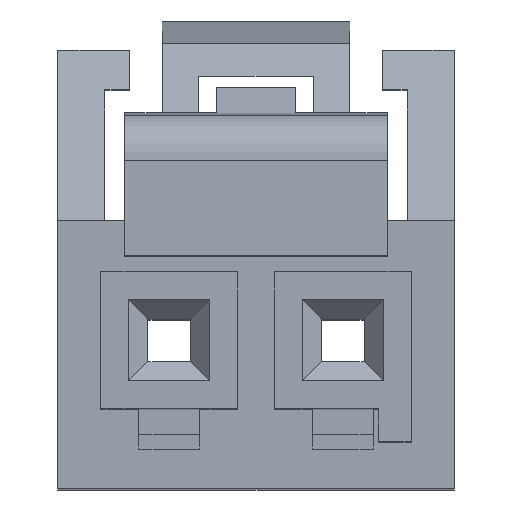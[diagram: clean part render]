
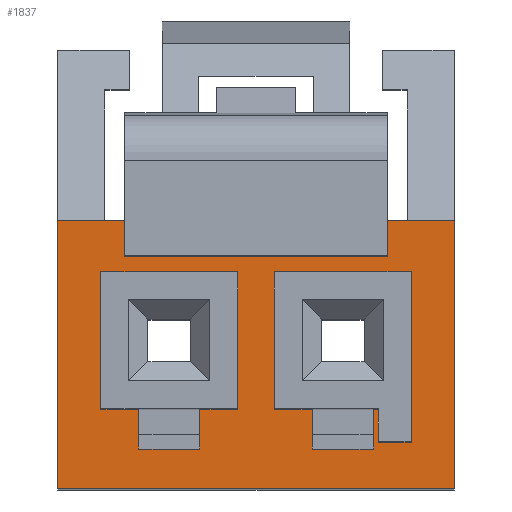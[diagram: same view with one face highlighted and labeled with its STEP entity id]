
A CAD part, top view. The second image highlights one B-rep face of the part: STEP entity #1837.
In plain terms, the highlighted planar face has unit normal (0, 0, 1).
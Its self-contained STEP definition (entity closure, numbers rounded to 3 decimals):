
#142=DIRECTION('',(0.,1.,0.));
#143=VECTOR('',#142,0.8);
#144=CARTESIAN_POINT('',(-2.365,-2.18,0.));
#145=LINE('',#144,#143);
#146=DIRECTION('',(1.,0.,0.));
#147=VECTOR('',#146,1.23);
#148=CARTESIAN_POINT('',(-2.365,-2.18,0.));
#149=LINE('',#148,#147);
#150=DIRECTION('',(0.,1.,0.));
#151=VECTOR('',#150,0.8);
#152=CARTESIAN_POINT('',(-1.135,-2.18,0.));
#153=LINE('',#152,#151);
#154=DIRECTION('',(1.,0.,0.));
#155=VECTOR('',#154,0.765);
#156=CARTESIAN_POINT('',(-1.135,-1.38,0.));
#157=LINE('',#156,#155);
#158=DIRECTION('',(0.,1.,0.));
#159=VECTOR('',#158,2.76);
#160=CARTESIAN_POINT('',(-0.37,-1.38,0.));
#161=LINE('',#160,#159);
#162=DIRECTION('',(-1.,0.,0.));
#163=VECTOR('',#162,2.76);
#164=CARTESIAN_POINT('',(-0.37,1.38,0.));
#165=LINE('',#164,#163);
#166=DIRECTION('',(0.,-1.,0.));
#167=VECTOR('',#166,2.76);
#168=CARTESIAN_POINT('',(-3.13,1.38,0.));
#169=LINE('',#168,#167);
#170=DIRECTION('',(1.,0.,0.));
#171=VECTOR('',#170,0.765);
#172=CARTESIAN_POINT('',(-3.13,-1.38,0.));
#173=LINE('',#172,#171);
#174=DIRECTION('',(1.,0.,0.));
#175=VECTOR('',#174,0.66);
#176=CARTESIAN_POINT('',(2.47,-2.04,0.));
#177=LINE('',#176,#175);
#178=DIRECTION('',(1.,0.,0.));
#179=VECTOR('',#178,2.76);
#180=CARTESIAN_POINT('',(0.37,1.38,0.));
#181=LINE('',#180,#179);
#182=DIRECTION('',(0.,1.,0.));
#183=VECTOR('',#182,2.76);
#184=CARTESIAN_POINT('',(0.37,-1.38,0.));
#185=LINE('',#184,#183);
#186=DIRECTION('',(-1.,0.,0.));
#187=VECTOR('',#186,0.765);
#188=CARTESIAN_POINT('',(1.135,-1.38,0.));
#189=LINE('',#188,#187);
#190=DIRECTION('',(0.,1.,0.));
#191=VECTOR('',#190,0.8);
#192=CARTESIAN_POINT('',(1.135,-2.18,0.));
#193=LINE('',#192,#191);
#194=DIRECTION('',(1.,0.,0.));
#195=VECTOR('',#194,1.23);
#196=CARTESIAN_POINT('',(1.135,-2.18,0.));
#197=LINE('',#196,#195);
#198=DIRECTION('',(0.,1.,0.));
#199=VECTOR('',#198,0.8);
#200=CARTESIAN_POINT('',(2.365,-2.18,0.));
#201=LINE('',#200,#199);
#202=DIRECTION('',(-1.,0.,0.));
#203=VECTOR('',#202,0.105);
#204=CARTESIAN_POINT('',(2.47,-1.38,0.));
#205=LINE('',#204,#203);
#206=DIRECTION('',(0.,-1.,0.));
#207=VECTOR('',#206,0.66);
#208=CARTESIAN_POINT('',(2.47,-1.38,0.));
#209=LINE('',#208,#207);
#210=DIRECTION('',(0.,-1.,0.));
#211=VECTOR('',#210,0.72);
#212=CARTESIAN_POINT('',(-2.645,2.43,0.));
#213=LINE('',#212,#211);
#214=DIRECTION('',(1.,0.,0.));
#215=VECTOR('',#214,5.29);
#216=CARTESIAN_POINT('',(-2.645,1.71,0.));
#217=LINE('',#216,#215);
#218=DIRECTION('',(0.,-1.,0.));
#219=VECTOR('',#218,0.72);
#220=CARTESIAN_POINT('',(2.645,2.43,0.));
#221=LINE('',#220,#219);
#222=DIRECTION('',(-1.,0.,0.));
#223=VECTOR('',#222,1.355);
#224=CARTESIAN_POINT('',(4.,2.43,0.));
#225=LINE('',#224,#223);
#226=DIRECTION('',(0.,1.,0.));
#227=VECTOR('',#226,5.41);
#228=CARTESIAN_POINT('',(4.,-2.98,0.));
#229=LINE('',#228,#227);
#230=DIRECTION('',(1.,0.,0.));
#231=VECTOR('',#230,8.);
#232=CARTESIAN_POINT('',(-4.,-2.98,0.));
#233=LINE('',#232,#231);
#234=DIRECTION('',(0.,-1.,0.));
#235=VECTOR('',#234,5.41);
#236=CARTESIAN_POINT('',(-4.,2.43,0.));
#237=LINE('',#236,#235);
#238=DIRECTION('',(-1.,0.,0.));
#239=VECTOR('',#238,1.355);
#240=CARTESIAN_POINT('',(-2.645,2.43,0.));
#241=LINE('',#240,#239);
#550=DIRECTION('',(0.,-1.,0.));
#551=VECTOR('',#550,3.42);
#552=CARTESIAN_POINT('',(3.13,1.38,0.));
#553=LINE('',#552,#551);
#1251=CARTESIAN_POINT('',(-4.,2.43,0.));
#1252=CARTESIAN_POINT('',(-4.,-2.98,0.));
#1253=VERTEX_POINT('',#1251);
#1254=VERTEX_POINT('',#1252);
#1255=CARTESIAN_POINT('',(4.,-2.98,0.));
#1256=VERTEX_POINT('',#1255);
#1257=CARTESIAN_POINT('',(4.,2.43,0.));
#1258=VERTEX_POINT('',#1257);
#1275=CARTESIAN_POINT('',(-3.13,1.38,0.));
#1276=CARTESIAN_POINT('',(-3.13,-1.38,0.));
#1277=VERTEX_POINT('',#1275);
#1278=VERTEX_POINT('',#1276);
#1279=CARTESIAN_POINT('',(-0.37,-1.38,0.));
#1280=CARTESIAN_POINT('',(-0.37,1.38,0.));
#1281=VERTEX_POINT('',#1279);
#1282=VERTEX_POINT('',#1280);
#1329=CARTESIAN_POINT('',(0.37,-1.38,0.));
#1330=CARTESIAN_POINT('',(0.37,1.38,0.));
#1331=VERTEX_POINT('',#1329);
#1332=VERTEX_POINT('',#1330);
#1333=CARTESIAN_POINT('',(3.13,1.38,0.));
#1334=VERTEX_POINT('',#1333);
#1423=CARTESIAN_POINT('',(-2.365,-2.18,0.));
#1424=CARTESIAN_POINT('',(-2.365,-1.38,0.));
#1425=VERTEX_POINT('',#1423);
#1426=VERTEX_POINT('',#1424);
#1427=CARTESIAN_POINT('',(-1.135,-2.18,0.));
#1428=CARTESIAN_POINT('',(-1.135,-1.38,0.));
#1429=VERTEX_POINT('',#1427);
#1430=VERTEX_POINT('',#1428);
#1447=CARTESIAN_POINT('',(1.135,-2.18,0.));
#1448=CARTESIAN_POINT('',(1.135,-1.38,0.));
#1449=VERTEX_POINT('',#1447);
#1450=VERTEX_POINT('',#1448);
#1451=CARTESIAN_POINT('',(2.365,-2.18,0.));
#1452=CARTESIAN_POINT('',(2.365,-1.38,0.));
#1453=VERTEX_POINT('',#1451);
#1454=VERTEX_POINT('',#1452);
#1459=CARTESIAN_POINT('',(2.47,-2.04,0.));
#1460=CARTESIAN_POINT('',(3.13,-2.04,0.));
#1461=VERTEX_POINT('',#1459);
#1462=VERTEX_POINT('',#1460);
#1463=CARTESIAN_POINT('',(2.47,-1.38,0.));
#1464=VERTEX_POINT('',#1463);
#1583=CARTESIAN_POINT('',(-2.645,2.43,0.));
#1584=CARTESIAN_POINT('',(-2.645,1.71,0.));
#1585=VERTEX_POINT('',#1583);
#1586=VERTEX_POINT('',#1584);
#1587=CARTESIAN_POINT('',(2.645,2.43,0.));
#1588=CARTESIAN_POINT('',(2.645,1.71,0.));
#1589=VERTEX_POINT('',#1587);
#1590=VERTEX_POINT('',#1588);
#1777=CARTESIAN_POINT('',(0.,0.,0.));
#1778=DIRECTION('',(0.,0.,1.));
#1779=DIRECTION('',(1.,0.,0.));
#1780=AXIS2_PLACEMENT_3D('',#1777,#1778,#1779);
#1781=PLANE('',#1780);
#1783=ORIENTED_EDGE('',*,*,#1782,.T.);
#1785=ORIENTED_EDGE('',*,*,#1784,.T.);
#1787=ORIENTED_EDGE('',*,*,#1786,.F.);
#1788=ORIENTED_EDGE('',*,*,#1745,.F.);
#1790=ORIENTED_EDGE('',*,*,#1789,.F.);
#1792=ORIENTED_EDGE('',*,*,#1791,.F.);
#1793=ORIENTED_EDGE('',*,*,#1732,.F.);
#1794=ORIENTED_EDGE('',*,*,#1753,.F.);
#1795=EDGE_LOOP('',(#1783,#1785,#1787,#1788,#1790,#1792,#1793,#1794));
#1796=FACE_OUTER_BOUND('',#1795,.F.);
#1798=ORIENTED_EDGE('',*,*,#1797,.T.);
#1800=ORIENTED_EDGE('',*,*,#1799,.F.);
#1802=ORIENTED_EDGE('',*,*,#1801,.F.);
#1804=ORIENTED_EDGE('',*,*,#1803,.F.);
#1806=ORIENTED_EDGE('',*,*,#1805,.F.);
#1808=ORIENTED_EDGE('',*,*,#1807,.F.);
#1810=ORIENTED_EDGE('',*,*,#1809,.T.);
#1812=ORIENTED_EDGE('',*,*,#1811,.T.);
#1814=ORIENTED_EDGE('',*,*,#1813,.F.);
#1816=ORIENTED_EDGE('',*,*,#1815,.T.);
#1817=EDGE_LOOP('',(#1798,#1800,#1802,#1804,#1806,#1808,#1810,#1812,#1814,
#1816));
#1818=FACE_BOUND('',#1817,.F.);
#1820=ORIENTED_EDGE('',*,*,#1819,.F.);
#1822=ORIENTED_EDGE('',*,*,#1821,.T.);
#1824=ORIENTED_EDGE('',*,*,#1823,.T.);
#1826=ORIENTED_EDGE('',*,*,#1825,.T.);
#1828=ORIENTED_EDGE('',*,*,#1827,.T.);
#1830=ORIENTED_EDGE('',*,*,#1829,.T.);
#1832=ORIENTED_EDGE('',*,*,#1831,.T.);
#1834=ORIENTED_EDGE('',*,*,#1833,.T.);
#1835=EDGE_LOOP('',(#1820,#1822,#1824,#1826,#1828,#1830,#1832,#1834));
#1836=FACE_BOUND('',#1835,.F.);
#1837=ADVANCED_FACE('',(#1796,#1818,#1836),#1781,.T.);
#1732=EDGE_CURVE('',#1253,#1254,#237,.T.);
#1745=EDGE_CURVE('',#1258,#1589,#225,.T.);
#1753=EDGE_CURVE('',#1585,#1253,#241,.T.);
#1782=EDGE_CURVE('',#1585,#1586,#213,.T.);
#1784=EDGE_CURVE('',#1586,#1590,#217,.T.);
#1786=EDGE_CURVE('',#1589,#1590,#221,.T.);
#1789=EDGE_CURVE('',#1256,#1258,#229,.T.);
#1791=EDGE_CURVE('',#1254,#1256,#233,.T.);
#1797=EDGE_CURVE('',#1461,#1462,#177,.T.);
#1799=EDGE_CURVE('',#1334,#1462,#553,.T.);
#1801=EDGE_CURVE('',#1332,#1334,#181,.T.);
#1803=EDGE_CURVE('',#1331,#1332,#185,.T.);
#1805=EDGE_CURVE('',#1450,#1331,#189,.T.);
#1807=EDGE_CURVE('',#1449,#1450,#193,.T.);
#1809=EDGE_CURVE('',#1449,#1453,#197,.T.);
#1811=EDGE_CURVE('',#1453,#1454,#201,.T.);
#1813=EDGE_CURVE('',#1464,#1454,#205,.T.);
#1815=EDGE_CURVE('',#1464,#1461,#209,.T.);
#1819=EDGE_CURVE('',#1425,#1426,#145,.T.);
#1821=EDGE_CURVE('',#1425,#1429,#149,.T.);
#1823=EDGE_CURVE('',#1429,#1430,#153,.T.);
#1825=EDGE_CURVE('',#1430,#1281,#157,.T.);
#1827=EDGE_CURVE('',#1281,#1282,#161,.T.);
#1829=EDGE_CURVE('',#1282,#1277,#165,.T.);
#1831=EDGE_CURVE('',#1277,#1278,#169,.T.);
#1833=EDGE_CURVE('',#1278,#1426,#173,.T.);
